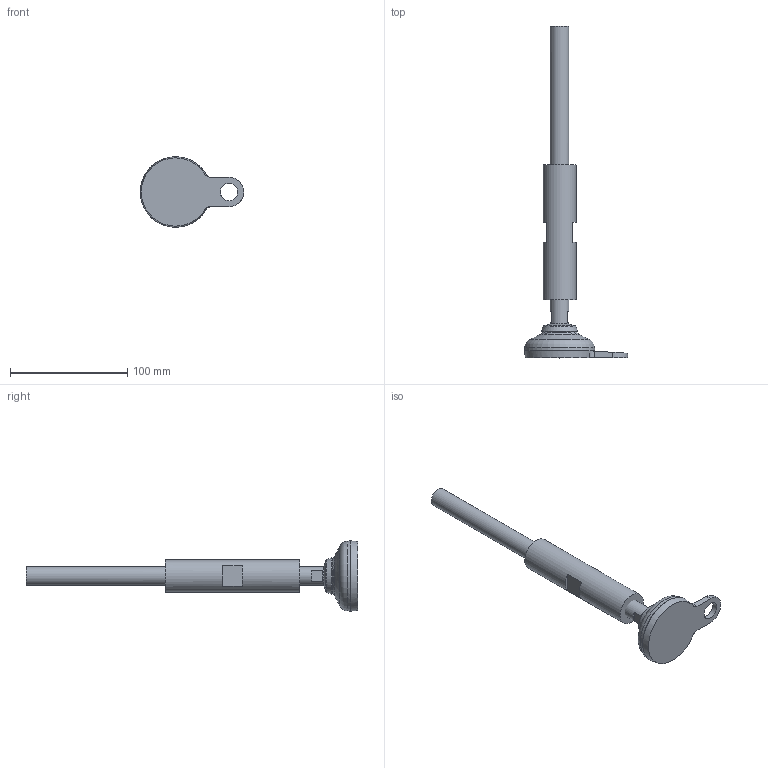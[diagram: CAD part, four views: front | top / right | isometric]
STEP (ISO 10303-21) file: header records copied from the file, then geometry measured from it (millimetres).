
FILE_DESCRIPTION (( 'STEP AP203' ), '1' );
FILE_NAME ('SEHLFx1 - SHLF61-3A-M16-L255-R19.STEP', '2024-09-18T10:58:12', ( '' ), ( '' ), 'SwSTEP 2.0', 'SolidWorks 2024', '' );
FILE_SCHEMA (( 'CONFIG_CONTROL_DESIGN' ));
Length unit declared in the file: millimetre
Products named in the file (1): SEHLFx1 - SHLF61-3A-M16-L255-R19
Bounding box: 88 x 283 x 60 mm (x, y, z)
Volume: 176536.2 mm3; surface area: 35704.3 mm2
Topology: 2 solids, 2 shells, 41 faces, 81 edges, 51 vertices
Faces by surface type: plane 21, cone 7, torus 5, cylinder 5, bspline 2, sphere 1
Full cylindrical faces by diameter (mm): 15 x1, 16 x1, 28 x1, 59.98 x1
Entity records: 1108 total; most frequent: CARTESIAN_POINT 261, DIRECTION 162, ORIENTED_EDGE 126, AXIS2_PLACEMENT_3D 70, EDGE_LOOP 66, EDGE_CURVE 63, FACE_OUTER_BOUND 51, VERTEX_POINT 49
